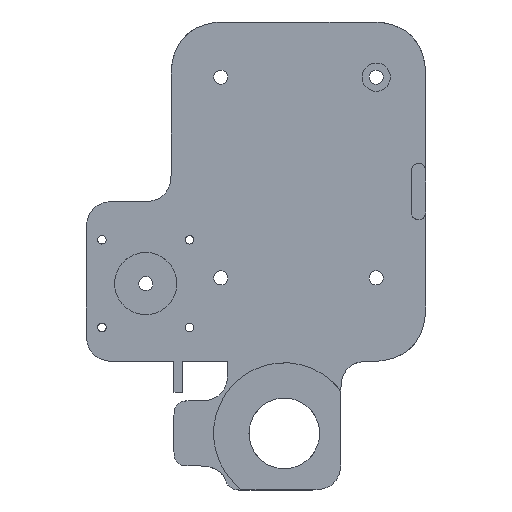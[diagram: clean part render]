
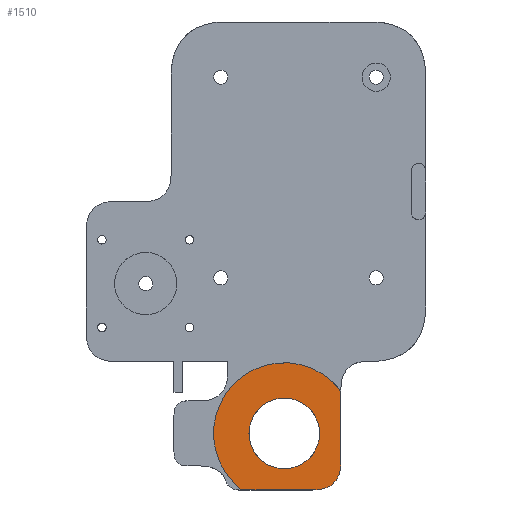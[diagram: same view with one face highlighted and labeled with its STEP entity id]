
A CAD part, top view. The second image highlights one B-rep face of the part: STEP entity #1510.
In plain terms, the highlighted planar face has unit normal (0, 0, 1).
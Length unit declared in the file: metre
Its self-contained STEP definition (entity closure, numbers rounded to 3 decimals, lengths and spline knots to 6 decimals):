
#59=B_SPLINE_CURVE_WITH_KNOTS('',3,(#2716,#2717,#2718,#2719,#2720,#2721,
#2722,#2723,#2724,#2725),.UNSPECIFIED.,.F.,.F.,(4,1,1,1,1,1,1,4),(0.,0.002005,
0.00401,0.008021,0.010026,0.012031,
0.014036,0.016041),.UNSPECIFIED.);
#118=CIRCLE('',#1576,0.0125);
#128=CIRCLE('',#1631,0.025);
#487=ORIENTED_EDGE('',*,*,#670,.F.);
#488=ORIENTED_EDGE('',*,*,#750,.T.);
#489=ORIENTED_EDGE('',*,*,#681,.F.);
#490=ORIENTED_EDGE('',*,*,#672,.F.);
#491=ORIENTED_EDGE('',*,*,#683,.F.);
#670=EDGE_CURVE('',#875,#875,#118,.T.);
#672=EDGE_CURVE('',#876,#877,#59,.T.);
#681=EDGE_CURVE('',#877,#879,#975,.T.);
#683=EDGE_CURVE('',#880,#876,#977,.T.);
#750=EDGE_CURVE('',#880,#879,#128,.T.);
#875=VERTEX_POINT('',#2694);
#876=VERTEX_POINT('',#2715);
#877=VERTEX_POINT('',#2726);
#879=VERTEX_POINT('',#2755);
#880=VERTEX_POINT('',#2763);
#975=LINE('',#2760,#1082);
#977=LINE('',#2764,#1084);
#1082=VECTOR('',#1793,1.);
#1084=VECTOR('',#1797,1.);
#1237=EDGE_LOOP('',(#487));
#1238=EDGE_LOOP('',(#488,#489,#490,#491));
#1366=FACE_BOUND('',#1237,.T.);
#1367=FACE_BOUND('',#1238,.T.);
#1431=PLANE('',#1632);
#1510=ADVANCED_FACE('',(#1366,#1367),#1431,.T.);
#1576=AXIS2_PLACEMENT_3D('',#2693,#1771,#1772);
#1631=AXIS2_PLACEMENT_3D('',#3133,#1924,#1925);
#1632=AXIS2_PLACEMENT_3D('',#3134,#1926,#1927);
#1771=DIRECTION('',(0.,0.,1.));
#1772=DIRECTION('',(1.,0.,0.));
#1793=DIRECTION('',(-1.,0.,0.));
#1797=DIRECTION('',(0.,-1.,0.));
#1924=DIRECTION('',(0.,0.,1.));
#1925=DIRECTION('',(1.,0.,0.));
#1926=DIRECTION('',(0.,0.,1.));
#1927=DIRECTION('',(1.,0.,0.));
#2693=CARTESIAN_POINT('',(-0.005,-0.0905,0.003));
#2694=CARTESIAN_POINT('',(0.0075,-0.0905,0.003));
#2715=CARTESIAN_POINT('',(0.015,-0.1005,0.003));
#2716=CARTESIAN_POINT('',(0.015,-0.1005,0.003));
#2717=CARTESIAN_POINT('',(0.015,-0.101176,0.003));
#2718=CARTESIAN_POINT('',(0.014982,-0.102525,0.003));
#2719=CARTESIAN_POINT('',(0.014478,-0.105154,0.003));
#2720=CARTESIAN_POINT('',(0.013133,-0.107646,0.003));
#2721=CARTESIAN_POINT('',(0.010941,-0.109288,0.003));
#2722=CARTESIAN_POINT('',(0.009059,-0.110085,0.003));
#2723=CARTESIAN_POINT('',(0.007042,-0.110484,0.003));
#2724=CARTESIAN_POINT('',(0.005681,-0.1105,0.003));
#2725=CARTESIAN_POINT('',(0.005,-0.1105,0.003));
#2726=CARTESIAN_POINT('',(0.005,-0.1105,0.003));
#2755=CARTESIAN_POINT('',(-0.02,-0.1105,0.003));
#2760=CARTESIAN_POINT('',(-0.005,-0.1105,0.003));
#2763=CARTESIAN_POINT('',(0.015,-0.0755,0.003));
#2764=CARTESIAN_POINT('',(0.015,-0.08775,0.003));
#3133=CARTESIAN_POINT('',(-0.005,-0.0905,0.003));
#3134=CARTESIAN_POINT('',(-0.005,-0.09025,0.003));
